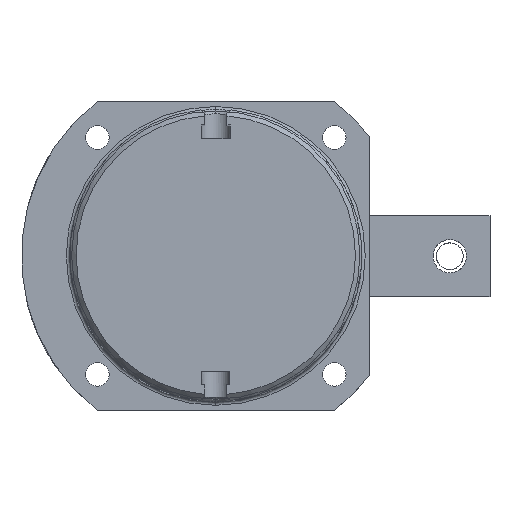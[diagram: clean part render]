
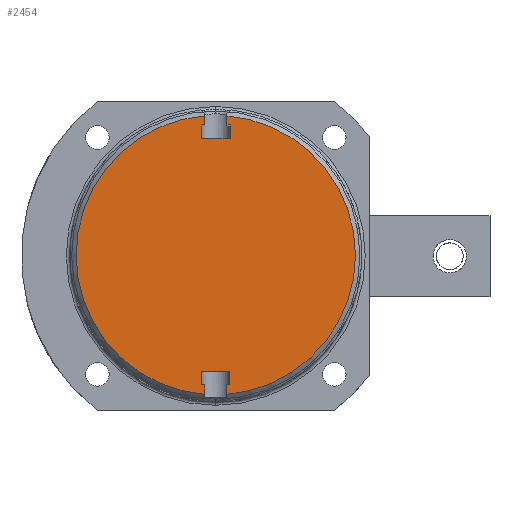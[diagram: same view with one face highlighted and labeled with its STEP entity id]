
A CAD part, top view. The second image highlights one B-rep face of the part: STEP entity #2454.
In plain terms, the highlighted planar face has unit normal (0, 0, 1).
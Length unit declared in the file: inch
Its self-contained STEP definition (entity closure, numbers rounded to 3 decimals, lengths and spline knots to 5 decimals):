
#166=CARTESIAN_POINT('',(0.,0.,5.47));
#167=DIRECTION('',(0.,0.,1.));
#168=DIRECTION('',(0.078,-0.997,0.));
#169=AXIS2_PLACEMENT_3D('',#166,#167,#168);
#190=CARTESIAN_POINT('',(0.,0.,5.47));
#191=DIRECTION('',(0.,0.,1.));
#192=DIRECTION('',(-0.08,0.997,0.));
#193=AXIS2_PLACEMENT_3D('',#190,#191,#192);
#198=DIRECTION('',(0.,1.,0.));
#199=VECTOR('',#198,0.09004);
#200=CARTESIAN_POINT('',(0.1015,-1.29804,5.47));
#201=LINE('',#200,#199);
#205=DIRECTION('',(1.,0.,0.));
#206=VECTOR('',#205,0.031);
#207=CARTESIAN_POINT('',(0.1015,-1.208,5.47));
#208=LINE('',#207,#206);
#212=DIRECTION('',(0.,1.,0.));
#213=VECTOR('',#212,0.125);
#214=CARTESIAN_POINT('',(0.1325,-1.208,5.47));
#215=LINE('',#214,#213);
#219=DIRECTION('',(-1.,0.,0.));
#220=VECTOR('',#219,0.265);
#221=CARTESIAN_POINT('',(0.1325,-1.083,5.47));
#222=LINE('',#221,#220);
#226=DIRECTION('',(0.,-1.,0.));
#227=VECTOR('',#226,0.125);
#228=CARTESIAN_POINT('',(-0.1325,-1.083,5.47));
#229=LINE('',#228,#227);
#233=DIRECTION('',(1.,0.,0.));
#234=VECTOR('',#233,0.031);
#235=CARTESIAN_POINT('',(-0.1325,-1.208,5.47));
#236=LINE('',#235,#234);
#240=DIRECTION('',(0.,1.,0.));
#241=VECTOR('',#240,0.09004);
#242=CARTESIAN_POINT('',(-0.1015,-1.29804,5.47));
#243=LINE('',#242,#241);
#247=DIRECTION('',(0.,-1.,0.));
#248=VECTOR('',#247,0.08484);
#249=CARTESIAN_POINT('',(-0.104,1.29784,5.47));
#250=LINE('',#249,#248);
#254=DIRECTION('',(-1.,0.,0.));
#255=VECTOR('',#254,0.031);
#256=CARTESIAN_POINT('',(-0.104,1.213,5.47));
#257=LINE('',#256,#255);
#261=DIRECTION('',(0.,-1.,0.));
#262=VECTOR('',#261,0.13);
#263=CARTESIAN_POINT('',(-0.135,1.213,5.47));
#264=LINE('',#263,#262);
#268=DIRECTION('',(1.,0.,0.));
#269=VECTOR('',#268,0.27);
#270=CARTESIAN_POINT('',(-0.135,1.083,5.47));
#271=LINE('',#270,#269);
#275=DIRECTION('',(0.,1.,0.));
#276=VECTOR('',#275,0.13);
#277=CARTESIAN_POINT('',(0.135,1.083,5.47));
#278=LINE('',#277,#276);
#282=DIRECTION('',(-1.,0.,0.));
#283=VECTOR('',#282,0.031);
#284=CARTESIAN_POINT('',(0.135,1.213,5.47));
#285=LINE('',#284,#283);
#289=DIRECTION('',(0.,-1.,0.));
#290=VECTOR('',#289,0.08484);
#291=CARTESIAN_POINT('',(0.104,1.29784,5.47));
#292=LINE('',#291,#290);
#2166=CARTESIAN_POINT('',(-0.104,1.213,5.47));
#2167=CARTESIAN_POINT('',(-0.135,1.213,5.47));
#2168=VERTEX_POINT('',#2166);
#2169=VERTEX_POINT('',#2167);
#2170=CARTESIAN_POINT('',(-0.135,1.083,5.47));
#2171=VERTEX_POINT('',#2170);
#2172=CARTESIAN_POINT('',(0.135,1.083,5.47));
#2173=VERTEX_POINT('',#2172);
#2174=CARTESIAN_POINT('',(0.135,1.213,5.47));
#2175=VERTEX_POINT('',#2174);
#2176=CARTESIAN_POINT('',(0.104,1.213,5.47));
#2177=VERTEX_POINT('',#2176);
#2206=CARTESIAN_POINT('',(-0.104,1.29784,5.47));
#2207=VERTEX_POINT('',#2206);
#2208=CARTESIAN_POINT('',(0.104,1.29784,5.47));
#2209=VERTEX_POINT('',#2208);
#2247=CARTESIAN_POINT('',(0.1015,-1.29804,5.47));
#2248=CARTESIAN_POINT('',(0.1015,-1.208,5.47));
#2249=VERTEX_POINT('',#2247);
#2250=VERTEX_POINT('',#2248);
#2251=CARTESIAN_POINT('',(0.1325,-1.208,5.47));
#2252=VERTEX_POINT('',#2251);
#2253=CARTESIAN_POINT('',(0.1325,-1.083,5.47));
#2254=VERTEX_POINT('',#2253);
#2255=CARTESIAN_POINT('',(-0.1325,-1.083,5.47));
#2256=VERTEX_POINT('',#2255);
#2257=CARTESIAN_POINT('',(-0.1325,-1.208,5.47));
#2258=VERTEX_POINT('',#2257);
#2259=CARTESIAN_POINT('',(-0.1015,-1.208,5.47));
#2260=VERTEX_POINT('',#2259);
#2261=CARTESIAN_POINT('',(-0.1015,-1.29804,5.47));
#2262=VERTEX_POINT('',#2261);
#2418=CARTESIAN_POINT('',(0.,0.,5.47));
#2419=DIRECTION('',(0.,0.,1.));
#2420=DIRECTION('',(1.,0.,0.));
#2421=AXIS2_PLACEMENT_3D('',#2418,#2419,#2420);
#2422=PLANE('',#2421);
#2423=ORIENTED_EDGE('',*,*,#2358,.T.);
#2425=ORIENTED_EDGE('',*,*,#2424,.T.);
#2427=ORIENTED_EDGE('',*,*,#2426,.T.);
#2429=ORIENTED_EDGE('',*,*,#2428,.T.);
#2431=ORIENTED_EDGE('',*,*,#2430,.T.);
#2433=ORIENTED_EDGE('',*,*,#2432,.T.);
#2435=ORIENTED_EDGE('',*,*,#2434,.F.);
#2436=ORIENTED_EDGE('',*,*,#2413,.F.);
#2438=ORIENTED_EDGE('',*,*,#2437,.T.);
#2440=ORIENTED_EDGE('',*,*,#2439,.T.);
#2442=ORIENTED_EDGE('',*,*,#2441,.T.);
#2444=ORIENTED_EDGE('',*,*,#2443,.T.);
#2446=ORIENTED_EDGE('',*,*,#2445,.T.);
#2448=ORIENTED_EDGE('',*,*,#2447,.T.);
#2450=ORIENTED_EDGE('',*,*,#2449,.F.);
#2451=ORIENTED_EDGE('',*,*,#2386,.F.);
#2452=EDGE_LOOP('',(#2423,#2425,#2427,#2429,#2431,#2433,#2435,#2436,#2438,#2440,
#2442,#2444,#2446,#2448,#2450,#2451));
#2453=FACE_OUTER_BOUND('',#2452,.F.);
#2454=ADVANCED_FACE('',(#2453),#2422,.T.);
#170=CIRCLE('',#169,1.302);
#194=CIRCLE('',#193,1.302);
#2358=EDGE_CURVE('',#2249,#2250,#201,.T.);
#2386=EDGE_CURVE('',#2249,#2209,#170,.T.);
#2413=EDGE_CURVE('',#2207,#2262,#194,.T.);
#2424=EDGE_CURVE('',#2250,#2252,#208,.T.);
#2426=EDGE_CURVE('',#2252,#2254,#215,.T.);
#2428=EDGE_CURVE('',#2254,#2256,#222,.T.);
#2430=EDGE_CURVE('',#2256,#2258,#229,.T.);
#2432=EDGE_CURVE('',#2258,#2260,#236,.T.);
#2434=EDGE_CURVE('',#2262,#2260,#243,.T.);
#2437=EDGE_CURVE('',#2207,#2168,#250,.T.);
#2439=EDGE_CURVE('',#2168,#2169,#257,.T.);
#2441=EDGE_CURVE('',#2169,#2171,#264,.T.);
#2443=EDGE_CURVE('',#2171,#2173,#271,.T.);
#2445=EDGE_CURVE('',#2173,#2175,#278,.T.);
#2447=EDGE_CURVE('',#2175,#2177,#285,.T.);
#2449=EDGE_CURVE('',#2209,#2177,#292,.T.);
